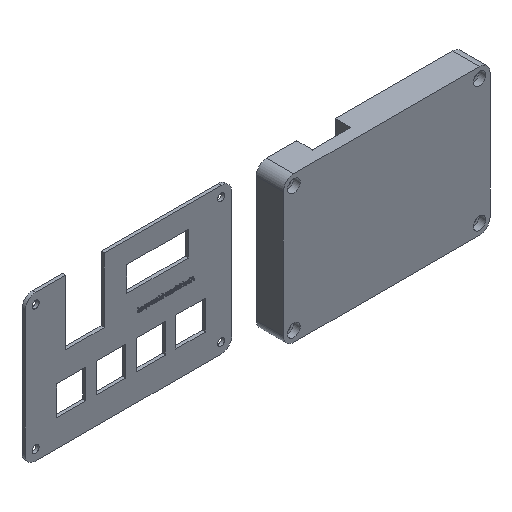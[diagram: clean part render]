
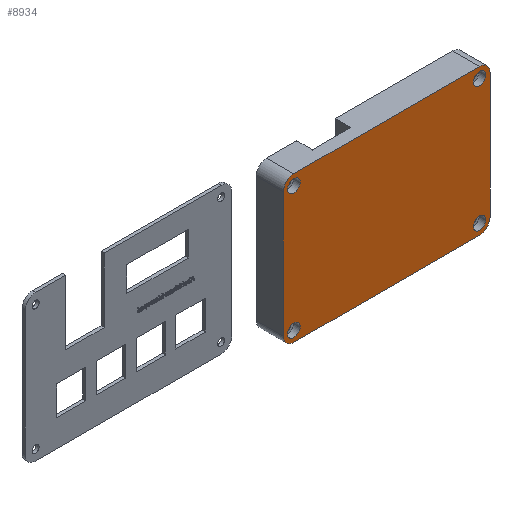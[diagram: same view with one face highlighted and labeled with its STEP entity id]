
A CAD part, isometric view. The second image highlights one B-rep face of the part: STEP entity #8934.
In plain terms, the highlighted planar face has unit normal (0, -1, 0).
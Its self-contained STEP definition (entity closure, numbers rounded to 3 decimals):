
#935=FACE_BOUND('',#2129,.T.);
#936=FACE_BOUND('',#2130,.T.);
#937=FACE_BOUND('',#2131,.T.);
#938=FACE_BOUND('',#2132,.T.);
#1124=PLANE('',#9211);
#1604=FACE_OUTER_BOUND('',#2128,.T.);
#2128=EDGE_LOOP('',(#8403,#8404,#8405,#8406,#8407,#8408,#8409,#8410));
#2129=EDGE_LOOP('',(#8411));
#2130=EDGE_LOOP('',(#8412));
#2131=EDGE_LOOP('',(#8413));
#2132=EDGE_LOOP('',(#8414));
#2829=LINE('',#17742,#3547);
#2837=LINE('',#17761,#3555);
#2857=LINE('',#17819,#3575);
#2858=LINE('',#17821,#3576);
#3547=VECTOR('',#10321,10.);
#3555=VECTOR('',#10339,10.);
#3575=VECTOR('',#10405,10.);
#3576=VECTOR('',#10408,10.);
#3598=CIRCLE('',#9172,5.);
#3606=CIRCLE('',#9183,5.);
#3607=CIRCLE('',#9185,5.);
#3608=CIRCLE('',#9188,5.);
#3610=CIRCLE('',#9198,3.);
#3612=CIRCLE('',#9201,3.);
#3614=CIRCLE('',#9204,3.);
#3616=CIRCLE('',#9207,3.);
#4451=VERTEX_POINT('',#17697);
#4452=VERTEX_POINT('',#17699);
#4471=VERTEX_POINT('',#17741);
#4474=VERTEX_POINT('',#17750);
#4475=VERTEX_POINT('',#17754);
#4476=VERTEX_POINT('',#17756);
#4477=VERTEX_POINT('',#17760);
#4478=VERTEX_POINT('',#17764);
#4486=VERTEX_POINT('',#17796);
#4488=VERTEX_POINT('',#17802);
#4490=VERTEX_POINT('',#17808);
#4492=VERTEX_POINT('',#17814);
#5741=EDGE_CURVE('',#4451,#4452,#3598,.T.);
#5762=EDGE_CURVE('',#4452,#4471,#2829,.T.);
#5767=EDGE_CURVE('',#4471,#4474,#3606,.T.);
#5770=EDGE_CURVE('',#4475,#4476,#3607,.T.);
#5772=EDGE_CURVE('',#4476,#4477,#2837,.T.);
#5774=EDGE_CURVE('',#4477,#4478,#3608,.T.);
#5791=EDGE_CURVE('',#4486,#4486,#3610,.T.);
#5794=EDGE_CURVE('',#4488,#4488,#3612,.T.);
#5797=EDGE_CURVE('',#4490,#4490,#3614,.T.);
#5800=EDGE_CURVE('',#4492,#4492,#3616,.T.);
#5801=EDGE_CURVE('',#4474,#4475,#2857,.T.);
#5802=EDGE_CURVE('',#4478,#4451,#2858,.T.);
#8403=ORIENTED_EDGE('',*,*,#5741,.F.);
#8404=ORIENTED_EDGE('',*,*,#5802,.F.);
#8405=ORIENTED_EDGE('',*,*,#5774,.F.);
#8406=ORIENTED_EDGE('',*,*,#5772,.F.);
#8407=ORIENTED_EDGE('',*,*,#5770,.F.);
#8408=ORIENTED_EDGE('',*,*,#5801,.F.);
#8409=ORIENTED_EDGE('',*,*,#5767,.F.);
#8410=ORIENTED_EDGE('',*,*,#5762,.F.);
#8411=ORIENTED_EDGE('',*,*,#5791,.F.);
#8412=ORIENTED_EDGE('',*,*,#5800,.F.);
#8413=ORIENTED_EDGE('',*,*,#5794,.F.);
#8414=ORIENTED_EDGE('',*,*,#5797,.F.);
#8934=ADVANCED_FACE('',(#1604,#935,#936,#937,#938),#1124,.F.);
#9172=AXIS2_PLACEMENT_3D('',#17700,#10288,#10289);
#9183=AXIS2_PLACEMENT_3D('',#17751,#10328,#10329);
#9185=AXIS2_PLACEMENT_3D('',#17757,#10334,#10335);
#9188=AXIS2_PLACEMENT_3D('',#17765,#10343,#10344);
#9198=AXIS2_PLACEMENT_3D('',#17798,#10378,#10379);
#9201=AXIS2_PLACEMENT_3D('',#17804,#10385,#10386);
#9204=AXIS2_PLACEMENT_3D('',#17810,#10392,#10393);
#9207=AXIS2_PLACEMENT_3D('',#17816,#10399,#10400);
#9211=AXIS2_PLACEMENT_3D('',#17822,#10409,#10410);
#10288=DIRECTION('center_axis',(0.,1.,0.));
#10289=DIRECTION('ref_axis',(-0.707,0.,0.707));
#10321=DIRECTION('',(1.,0.,0.));
#10328=DIRECTION('center_axis',(0.,1.,0.));
#10329=DIRECTION('ref_axis',(0.707,0.,0.707));
#10334=DIRECTION('center_axis',(0.,1.,0.));
#10335=DIRECTION('ref_axis',(0.707,0.,-0.707));
#10339=DIRECTION('',(-1.,0.,0.));
#10343=DIRECTION('center_axis',(0.,1.,0.));
#10344=DIRECTION('ref_axis',(-0.707,0.,-0.707));
#10378=DIRECTION('center_axis',(0.,-1.,0.));
#10379=DIRECTION('ref_axis',(1.,0.,0.));
#10385=DIRECTION('center_axis',(0.,-1.,0.));
#10386=DIRECTION('ref_axis',(1.,0.,0.));
#10392=DIRECTION('center_axis',(0.,-1.,0.));
#10393=DIRECTION('ref_axis',(1.,0.,0.));
#10399=DIRECTION('center_axis',(0.,-1.,0.));
#10400=DIRECTION('ref_axis',(1.,0.,0.));
#10405=DIRECTION('',(0.,0.,-1.));
#10408=DIRECTION('',(0.,0.,1.));
#10409=DIRECTION('center_axis',(0.,1.,0.));
#10410=DIRECTION('ref_axis',(1.,0.,0.));
#17697=CARTESIAN_POINT('',(-97.,0.,70.));
#17699=CARTESIAN_POINT('',(-92.,0.,75.));
#17700=CARTESIAN_POINT('Origin',(-92.,0.,70.));
#17741=CARTESIAN_POINT('',(-3.,0.,75.));
#17742=CARTESIAN_POINT('',(-97.,0.,75.));
#17750=CARTESIAN_POINT('',(2.,0.,70.));
#17751=CARTESIAN_POINT('Origin',(-3.,0.,70.));
#17754=CARTESIAN_POINT('',(2.,0.,10.));
#17756=CARTESIAN_POINT('',(-3.,0.,5.));
#17757=CARTESIAN_POINT('Origin',(-3.,0.,10.));
#17760=CARTESIAN_POINT('',(-92.,0.,5.));
#17761=CARTESIAN_POINT('',(2.,0.,5.));
#17764=CARTESIAN_POINT('',(-97.,0.,10.));
#17765=CARTESIAN_POINT('Origin',(-92.,0.,10.));
#17796=CARTESIAN_POINT('',(-6.,0.,10.));
#17798=CARTESIAN_POINT('Origin',(-3.,0.,10.));
#17802=CARTESIAN_POINT('',(-6.,0.,70.));
#17804=CARTESIAN_POINT('Origin',(-3.,0.,70.));
#17808=CARTESIAN_POINT('',(-95.,0.,70.));
#17810=CARTESIAN_POINT('Origin',(-92.,0.,70.));
#17814=CARTESIAN_POINT('',(-95.,0.,10.));
#17816=CARTESIAN_POINT('Origin',(-92.,0.,10.));
#17819=CARTESIAN_POINT('',(2.,0.,75.));
#17821=CARTESIAN_POINT('',(-97.,0.,5.));
#17822=CARTESIAN_POINT('Origin',(-47.5,0.,40.));
